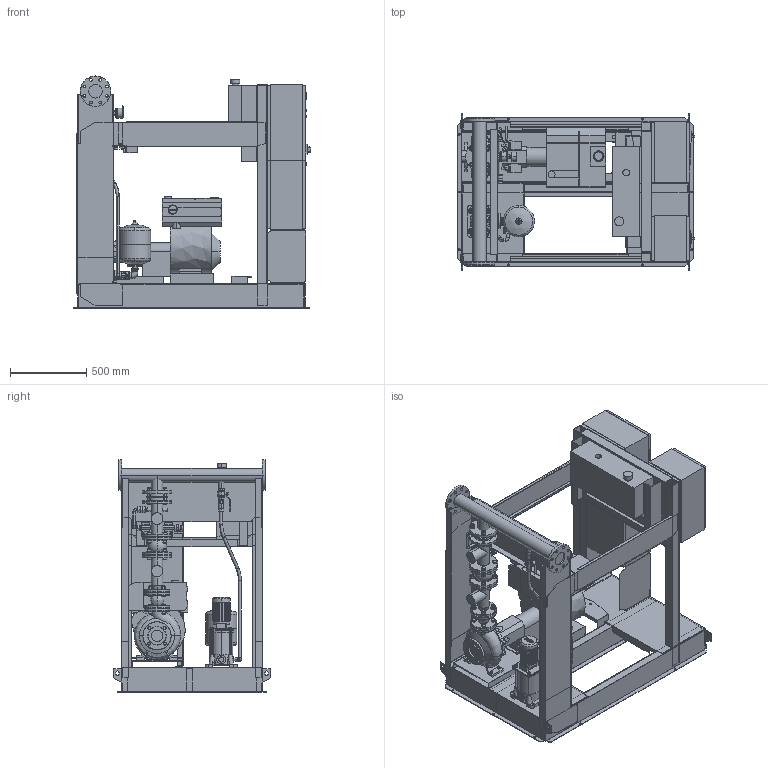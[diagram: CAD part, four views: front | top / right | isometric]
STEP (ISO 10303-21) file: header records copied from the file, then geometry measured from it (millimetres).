
FILE_DESCRIPTION((''),'2;1');
FILE_NAME('3d_Sifire-EN-50_160-150-6.8_0.55DJ-4183875.stp','2015-05-26T10:12:56',(''),(''),'Mechanical Desktop 2009','Mechanical Desktop 2009',', , ');
FILE_SCHEMA(('CONFIG_CONTROL_DESIGN'));
Length unit declared in the file: millimetre
Products named in the file (1): Product
Bounding box: 1554.5 x 1026 x 1520 mm (x, y, z)
Volume: 287500722.2 mm3; surface area: 23121078.3 mm2
Topology: 160 solids, 160 shells, 3663 faces, 8839 edges, 5641 vertices
Faces by surface type: plane 1465, bspline 1097, cylinder 681, cone 310, torus 88, sphere 22
Entity records: 117603 total; most frequent: CARTESIAN_POINT 36207, ORIENTED_EDGE 17642, DIRECTION 15434, EDGE_CURVE 8821, VERTEX_POINT 5641, VECTOR 5220, LINE 5220, AXIS2_PLACEMENT_3D 5107
